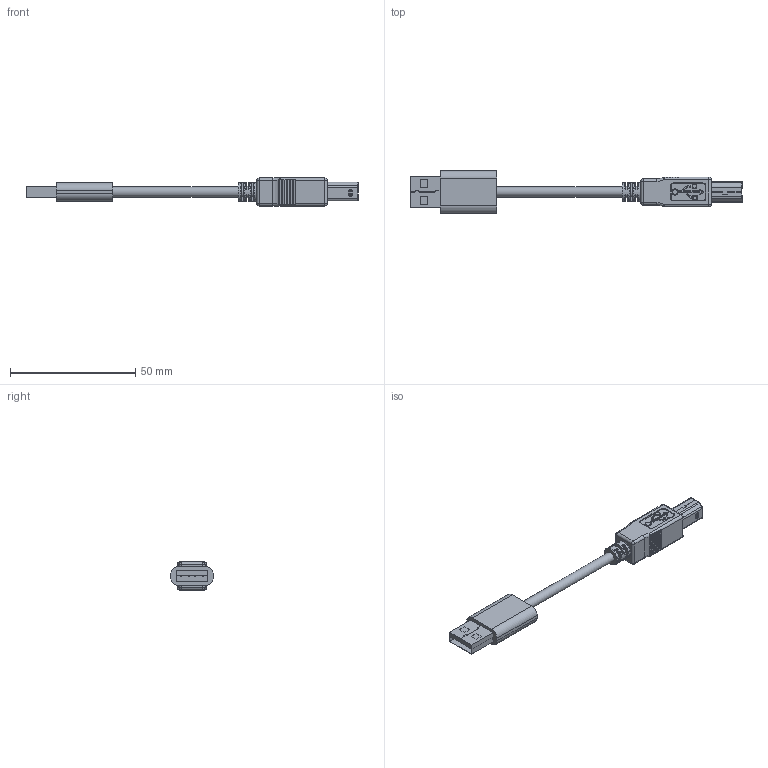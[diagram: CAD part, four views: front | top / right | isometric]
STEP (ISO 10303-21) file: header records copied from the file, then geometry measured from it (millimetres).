
FILE_DESCRIPTION(/* description */ (''),/* implementation_level */ '2;1');
FILE_NAME(/* name */ 'usb_cable.stp',/* time_stamp */ '2020-11-03T15:21:28+01:00',/* author */ ('Admin'),/* organization */ (''),/* preprocessor_version */ 'ST-DEVELOPER v18.1',/* originating_system */ 'Autodesk Inventor 2021',/* authorisation */ '');
FILE_SCHEMA (('AUTOMOTIVE_DESIGN { 1 0 10303 214 3 1 1 }'));
Length unit declared in the file: millimetre
Products named in the file (1): usb_cable
Bounding box: 132.6 x 17 x 11.2 mm (x, y, z)
Volume: 7831 mm3; surface area: 5569 mm2
Topology: 2 solids, 2 shells, 864 faces, 2104 edges, 1224 vertices
Faces by surface type: cylinder 373, plane 212, torus 141, sphere 73, bspline 57, cone 8
Full cylindrical faces by diameter (mm): 4 x1, 7.4 x1
Entity records: 27755 total; most frequent: CARTESIAN_POINT 6423, DIRECTION 4612, ORIENTED_EDGE 4126, EDGE_CURVE 2063, AXIS2_PLACEMENT_3D 1831, VERTEX_POINT 1224, CIRCLE 994, LINE 950
